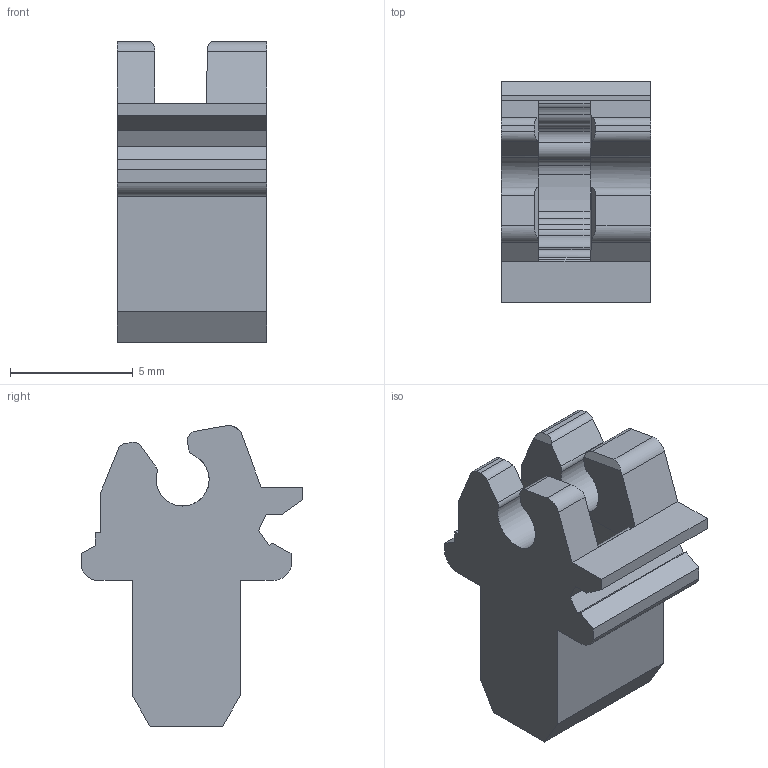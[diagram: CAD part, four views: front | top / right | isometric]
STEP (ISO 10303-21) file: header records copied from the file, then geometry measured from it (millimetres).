
FILE_DESCRIPTION(('CATIA V5 STEP Exchange','CAx-IF Rec.Pracs.--- Model Styling and Organization---1.4--- 2014-01-23'),'2;1');
FILE_NAME ('1881456-2_0_2939280000_2939280000.stp','2023-05-19T07:47:52+00:00',('none'),('Weidmueller'),'CATIA Version 5-6 Release 2016 SP3 HF44','CATIA V5 STEP AP214','none');
FILE_SCHEMA(('AUTOMOTIVE_DESIGN { 1 0 10303 214 1 1 1 1 }'));
Length unit declared in the file: millimetre
Products named in the file (1): 2939280000
Bounding box: 6.1 x 9.03 x 12.27 mm (x, y, z)
Volume: 322 mm3; surface area: 433.1 mm2
Topology: 1 solids, 1 shells, 78 faces, 228 edges, 152 vertices
Faces by surface type: plane 44, cylinder 34
Entity records: 2526 total; most frequent: CARTESIAN_POINT 582, ORIENTED_EDGE 456, DIRECTION 305, EDGE_CURVE 228, VERTEX_POINT 152, VECTOR 131, LINE 131, AXIS2_PLACEMENT_3D 112
